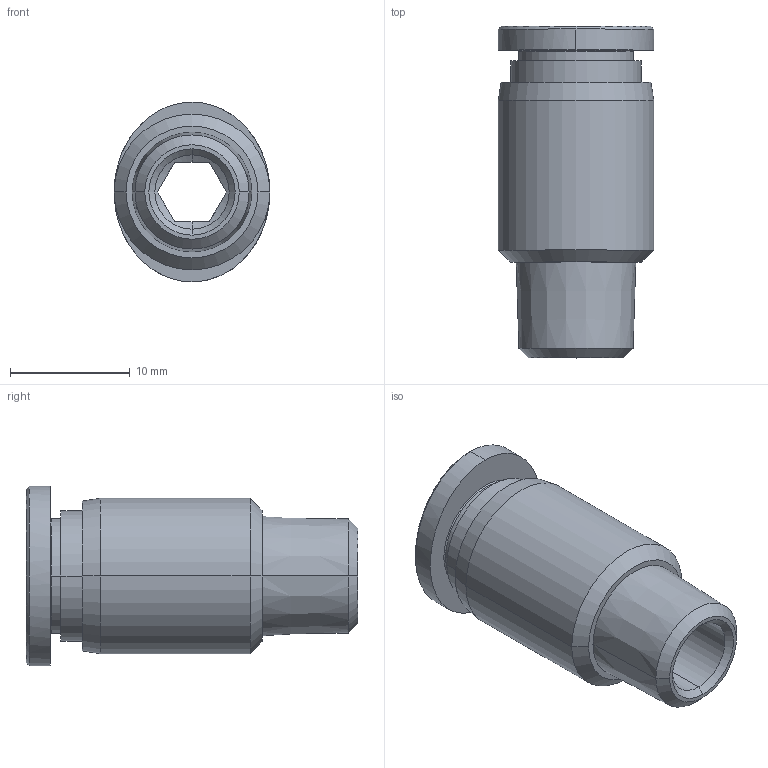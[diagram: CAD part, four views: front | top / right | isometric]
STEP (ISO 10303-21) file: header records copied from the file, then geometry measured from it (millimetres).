
FILE_DESCRIPTION((''),'2;1');
FILE_NAME('GPOC 0801(3D).stp','2012-12-26T18:13:15',(''),(''),'Mechanical Desktop.R8.0.24.0','Mechanical Desktop.R8.0.24.0',', , ');
FILE_SCHEMA(('CONFIG_CONTROL_DESIGN'));
Length unit declared in the file: millimetre
Products named in the file (2): GPOC 0801(3D); ºÎÇ°1
Assembly tree (1 placements, depth 2):
  GPOC 0801(3D)
    ºÎÇ°1
Bounding box: 13 x 27.7 x 15 mm (x, y, z)
Volume: 1884.9 mm3; surface area: 1992.5 mm2
Topology: 1 solids, 1 shells, 410 faces, 1150 edges, 763 vertices
Faces by surface type: plane 346, bspline 29, cylinder 19, cone 16
Entity records: 13741 total; most frequent: CARTESIAN_POINT 3085, ORIENTED_EDGE 2300, DIRECTION 2014, EDGE_CURVE 1150, VECTOR 1026, LINE 1026, VERTEX_POINT 763, AXIS2_PLACEMENT_3D 494
